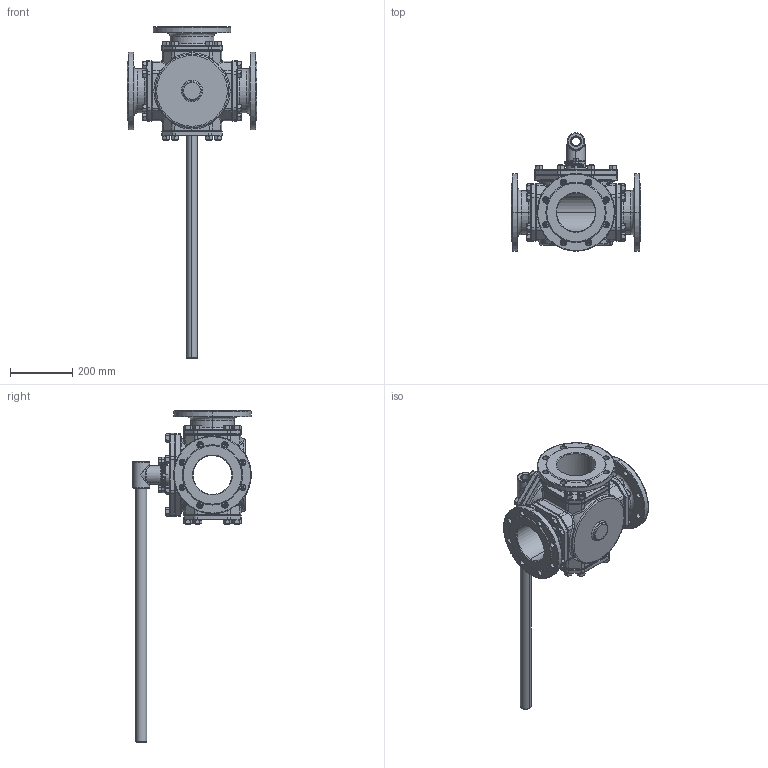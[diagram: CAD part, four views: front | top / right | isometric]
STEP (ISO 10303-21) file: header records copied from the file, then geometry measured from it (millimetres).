
FILE_DESCRIPTION (( 'STEP AP203' ), '1' );
FILE_NAME ('520-125-G01-1(501F,5.0,T-Port,3-Way,PN16).STEP', '2020-04-09T05:49:52', ( '' ), ( '' ), 'SwSTEP 2.0', 'SolidWorks 2012', '' );
FILE_SCHEMA (( 'CONFIG_CONTROL_DESIGN' ));
Products named in the file (1): 520-125-G01-1(501F,5.0,T-Port,3-Way,PN16)
Bounding box: 418 x 381.7 x 1069 mm (x, y, z)
Volume: 14459366.3 mm3; surface area: 1351554.4 mm2
Topology: 2 solids, 34 shells, 3326 faces, 8072 edges, 4801 vertices
Faces by surface type: cylinder 1180, cone 1088, plane 655, bspline 403
Entity records: 114675 total; most frequent: CARTESIAN_POINT 39381, DIRECTION 15999, ORIENTED_EDGE 15960, EDGE_CURVE 7980, AXIS2_PLACEMENT_3D 6758, VERTEX_POINT 4801, CIRCLE 3834, EDGE_LOOP 3565
